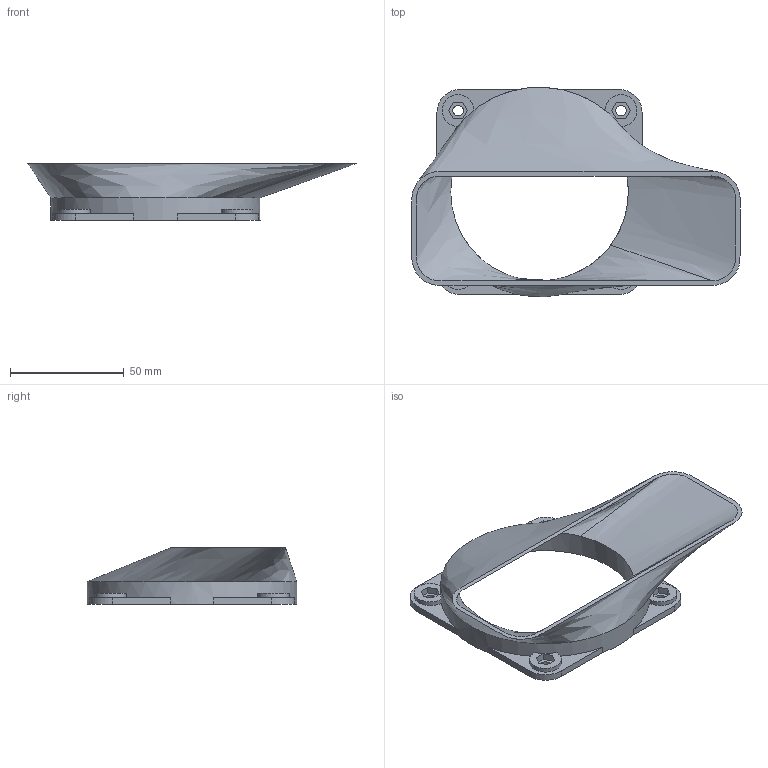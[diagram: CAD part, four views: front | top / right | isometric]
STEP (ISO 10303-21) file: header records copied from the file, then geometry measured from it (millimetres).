
FILE_DESCRIPTION(/* description */ (''),/* implementation_level */ '2;1');
FILE_NAME(/* name */ 'bed fan duct.step',/* time_stamp */ '2018-07-22T12:25:50+02:00',/* author */ ('boelle'),/* organization */ (''),/* preprocessor_version */ 'ST-DEVELOPER v17',/* originating_system */ 'Autodesk Translation Framework v7.1.0.215',/* authorisation */ '');
FILE_SCHEMA (('AUTOMOTIVE_DESIGN { 1 0 10303 214 3 1 1 }'));
Length unit declared in the file: millimetre
Products named in the file (1): bed fan duct
Bounding box: 144 x 91.83 x 25 mm (x, y, z)
Volume: 43825.8 mm3; surface area: 27579.9 mm2
Topology: 1 solids, 1 shells, 64 faces, 182 edges, 124 vertices
Faces by surface type: plane 46, cylinder 14, bspline 4
Full cylindrical faces by diameter (mm): 4.6 x4, 78 x1, 92 x1
Entity records: 2578 total; most frequent: CARTESIAN_POINT 803, ORIENTED_EDGE 364, DIRECTION 356, EDGE_CURVE 182, VERTEX_POINT 124, LINE 122, VECTOR 122, AXIS2_PLACEMENT_3D 117
